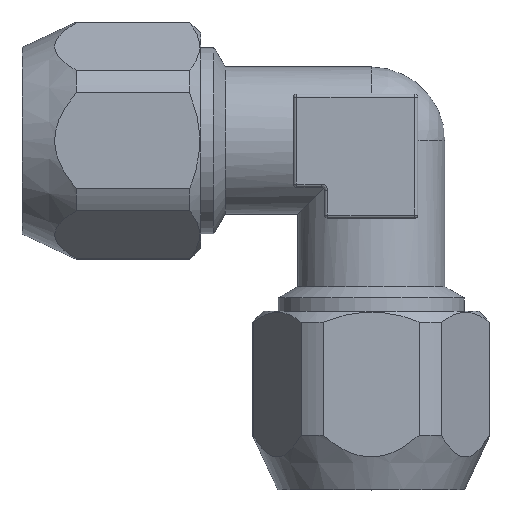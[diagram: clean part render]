
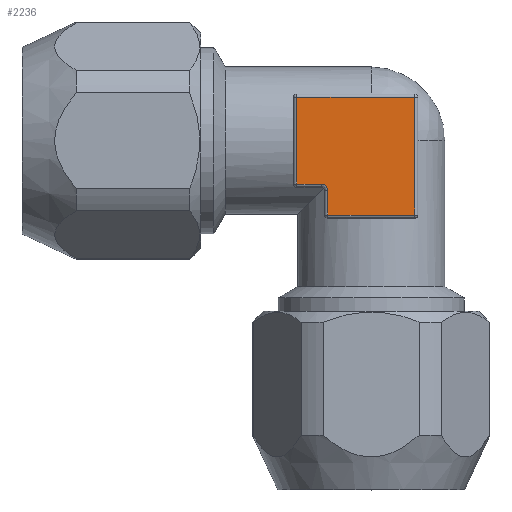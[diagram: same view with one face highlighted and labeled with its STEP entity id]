
A CAD part, top view. The second image highlights one B-rep face of the part: STEP entity #2236.
In plain terms, the highlighted planar face has unit normal (0, 0, 1).
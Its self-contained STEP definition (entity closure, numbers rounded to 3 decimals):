
#254=DIRECTION('',(-1.,0.,0.));
#255=VECTOR('',#254,7.6);
#256=CARTESIAN_POINT('',(2.8,2.8,5.));
#257=LINE('',#256,#255);
#258=DIRECTION('',(0.,1.,0.));
#259=VECTOR('',#258,7.6);
#260=CARTESIAN_POINT('',(2.8,-4.8,5.));
#261=LINE('',#260,#259);
#262=DIRECTION('',(1.,0.,0.));
#263=VECTOR('',#262,5.6);
#264=CARTESIAN_POINT('',(-2.8,-4.8,5.));
#265=LINE('',#264,#263);
#266=DIRECTION('',(0.,-1.,0.));
#267=VECTOR('',#266,1.6);
#268=CARTESIAN_POINT('',(-2.8,-3.2,5.));
#269=LINE('',#268,#267);
#270=CARTESIAN_POINT('',(-3.2,-3.2,5.));
#271=DIRECTION('',(0.,0.,1.));
#272=DIRECTION('',(1.,0.,0.));
#273=AXIS2_PLACEMENT_3D('',#270,#271,#272);
#275=DIRECTION('',(1.,0.,0.));
#276=VECTOR('',#275,1.6);
#277=CARTESIAN_POINT('',(-4.8,-2.8,5.));
#278=LINE('',#277,#276);
#279=DIRECTION('',(0.,-1.,0.));
#280=VECTOR('',#279,5.6);
#281=CARTESIAN_POINT('',(-4.8,2.8,5.));
#282=LINE('',#281,#280);
#1592=CARTESIAN_POINT('',(2.8,2.8,5.));
#1593=CARTESIAN_POINT('',(-4.8,2.8,5.));
#1594=VERTEX_POINT('',#1592);
#1595=VERTEX_POINT('',#1593);
#1600=CARTESIAN_POINT('',(2.8,-4.8,5.));
#1601=VERTEX_POINT('',#1600);
#1606=CARTESIAN_POINT('',(-2.8,-4.8,5.));
#1607=VERTEX_POINT('',#1606);
#1612=CARTESIAN_POINT('',(-2.8,-3.2,5.));
#1613=VERTEX_POINT('',#1612);
#1622=CARTESIAN_POINT('',(-4.8,-2.8,5.));
#1623=CARTESIAN_POINT('',(-3.2,-2.8,5.));
#1624=VERTEX_POINT('',#1622);
#1625=VERTEX_POINT('',#1623);
#2216=CARTESIAN_POINT('',(0.,0.,5.));
#2217=DIRECTION('',(0.,0.,1.));
#2218=DIRECTION('',(1.,0.,0.));
#2219=AXIS2_PLACEMENT_3D('',#2216,#2217,#2218);
#2220=PLANE('',#2219);
#2221=ORIENTED_EDGE('',*,*,#2207,.F.);
#2223=ORIENTED_EDGE('',*,*,#2222,.F.);
#2225=ORIENTED_EDGE('',*,*,#2224,.F.);
#2227=ORIENTED_EDGE('',*,*,#2226,.F.);
#2229=ORIENTED_EDGE('',*,*,#2228,.T.);
#2231=ORIENTED_EDGE('',*,*,#2230,.F.);
#2233=ORIENTED_EDGE('',*,*,#2232,.F.);
#2234=EDGE_LOOP('',(#2221,#2223,#2225,#2227,#2229,#2231,#2233));
#2235=FACE_OUTER_BOUND('',#2234,.F.);
#2236=ADVANCED_FACE('',(#2235),#2220,.T.);
#274=CIRCLE('',#273,0.4);
#2207=EDGE_CURVE('',#1594,#1595,#257,.T.);
#2222=EDGE_CURVE('',#1601,#1594,#261,.T.);
#2224=EDGE_CURVE('',#1607,#1601,#265,.T.);
#2226=EDGE_CURVE('',#1613,#1607,#269,.T.);
#2228=EDGE_CURVE('',#1613,#1625,#274,.T.);
#2230=EDGE_CURVE('',#1624,#1625,#278,.T.);
#2232=EDGE_CURVE('',#1595,#1624,#282,.T.);
